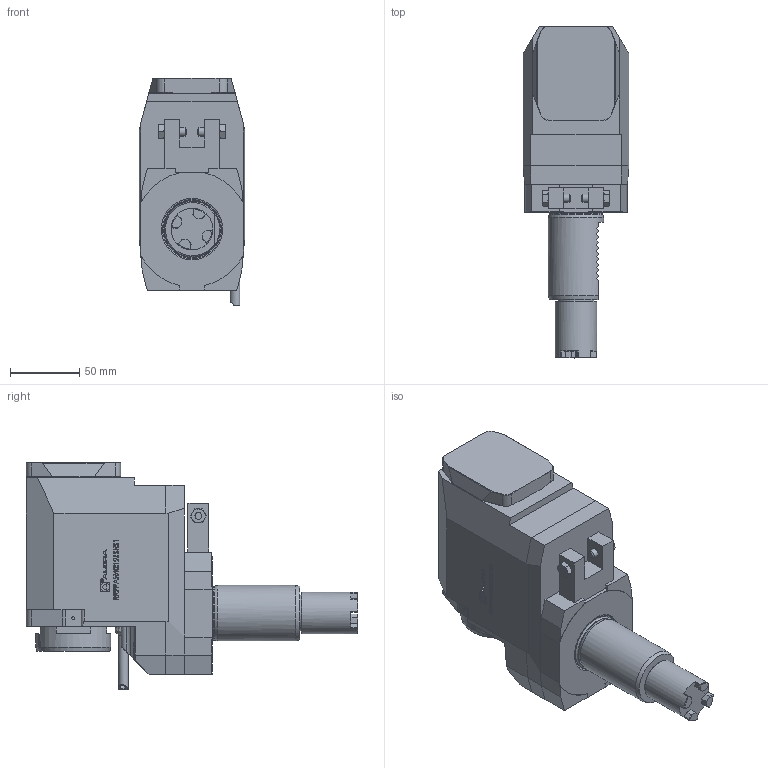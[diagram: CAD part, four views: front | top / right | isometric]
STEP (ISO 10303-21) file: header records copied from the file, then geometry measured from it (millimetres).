
FILE_DESCRIPTION (( 'STEP AP214' ), '1' );
FILE_NAME ('RRPPAH40I121SHS1.STEP', '2025-06-04T11:37:52', ( '' ), ( '' ), 'SwSTEP 2.0', 'SolidWorks 2023', '' );
FILE_SCHEMA (( 'AUTOMOTIVE_DESIGN' ));
Length unit declared in the file: millimetre
Products named in the file (1): RRPPAH40I121SHS1
Bounding box: 76 x 238.85 x 163.5 mm (x, y, z)
Volume: 1287418.7 mm3; surface area: 92039.8 mm2
Topology: 1 solids, 3 shells, 656 faces, 1730 edges, 1135 vertices
Faces by surface type: plane 451, cylinder 77, bspline 72, cone 50, torus 4, sphere 2
Full cylindrical faces by diameter (mm): 1.7 x1, 2.1 x1, 4 x1, 5 x1, 6 x2, 6.366 x1, 7 x1, 26.088 x2, 30 x1, 38.7 x1, 40 x1, 54 x1
Entity records: 27265 total; most frequent: CARTESIAN_POINT 8431, ORIENTED_EDGE 3378, DIRECTION 2762, EDGE_CURVE 1689, LINE 1198, VECTOR 1198, VERTEX_POINT 1121, AXIS2_PLACEMENT_3D 782
